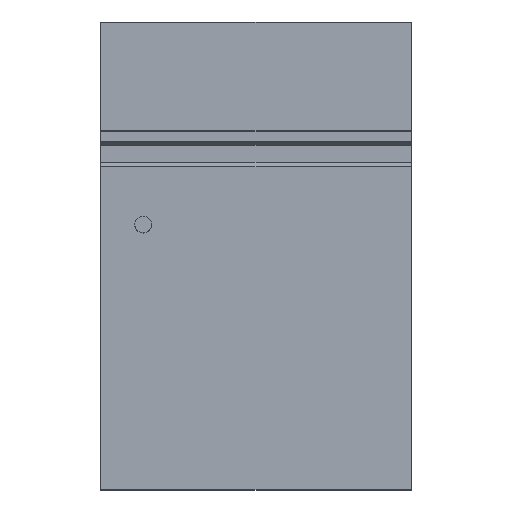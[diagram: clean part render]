
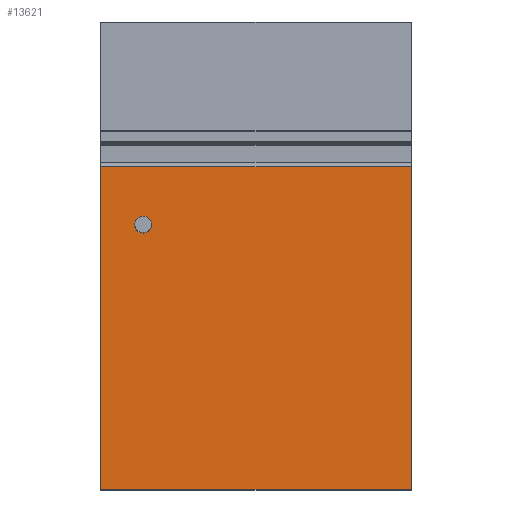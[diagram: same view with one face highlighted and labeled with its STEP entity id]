
A CAD part, top view. The second image highlights one B-rep face of the part: STEP entity #13621.
In plain terms, the highlighted planar face has unit normal (0, 0, 1).
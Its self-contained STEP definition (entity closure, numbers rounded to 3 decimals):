
#13412 = VERTEX_POINT('',#13413);
#13413 = CARTESIAN_POINT('',(-3.65,-5.5,1.342));
#13419 = EDGE_CURVE('',#13412,#13420,#13422,.T.);
#13420 = VERTEX_POINT('',#13421);
#13421 = CARTESIAN_POINT('',(-3.65,2.1,1.342));
#13422 = LINE('',#13423,#13424);
#13423 = CARTESIAN_POINT('',(-3.65,-5.5,1.342));
#13424 = VECTOR('',#13425,1.);
#13425 = DIRECTION('',(0.,1.,0.));
#13500 = VERTEX_POINT('',#13501);
#13501 = CARTESIAN_POINT('',(3.65,2.1,1.342));
#13507 = EDGE_CURVE('',#13500,#13508,#13510,.T.);
#13508 = VERTEX_POINT('',#13509);
#13509 = CARTESIAN_POINT('',(3.65,-5.5,1.342));
#13510 = LINE('',#13511,#13512);
#13511 = CARTESIAN_POINT('',(3.65,2.937,1.342));
#13512 = VECTOR('',#13513,1.);
#13513 = DIRECTION('',(0.,-1.,0.));
#13611 = EDGE_CURVE('',#13420,#13500,#13612,.T.);
#13612 = LINE('',#13613,#13614);
#13613 = CARTESIAN_POINT('',(-11.333,2.1,1.342));
#13614 = VECTOR('',#13615,1.);
#13615 = DIRECTION('',(1.,0.,0.));
#13621 = ADVANCED_FACE('',(#13622,#13633),#13644,.T.);
#13622 = FACE_BOUND('',#13623,.T.);
#13623 = EDGE_LOOP('',(#13624,#13625,#13626,#13632));
#13624 = ORIENTED_EDGE('',*,*,#13611,.F.);
#13625 = ORIENTED_EDGE('',*,*,#13419,.F.);
#13626 = ORIENTED_EDGE('',*,*,#13627,.F.);
#13627 = EDGE_CURVE('',#13508,#13412,#13628,.T.);
#13628 = LINE('',#13629,#13630);
#13629 = CARTESIAN_POINT('',(3.65,-5.5,1.342));
#13630 = VECTOR('',#13631,1.);
#13631 = DIRECTION('',(-1.,0.,0.));
#13632 = ORIENTED_EDGE('',*,*,#13507,.F.);
#13633 = FACE_BOUND('',#13634,.T.);
#13634 = EDGE_LOOP('',(#13635));
#13635 = ORIENTED_EDGE('',*,*,#13636,.F.);
#13636 = EDGE_CURVE('',#13637,#13637,#13639,.T.);
#13637 = VERTEX_POINT('',#13638);
#13638 = CARTESIAN_POINT('',(-2.45,0.737,1.342));
#13639 = CIRCLE('',#13640,0.2);
#13640 = AXIS2_PLACEMENT_3D('',#13641,#13642,#13643);
#13641 = CARTESIAN_POINT('',(-2.65,0.737,1.342));
#13642 = DIRECTION('',(0.,0.,1.));
#13643 = DIRECTION('',(1.,0.,0.));
#13644 = PLANE('',#13645);
#13645 = AXIS2_PLACEMENT_3D('',#13646,#13647,#13648);
#13646 = CARTESIAN_POINT('',(-0.085,-1.217,1.342));
#13647 = DIRECTION('',(0.,0.,1.));
#13648 = DIRECTION('',(0.,1.,0.));
